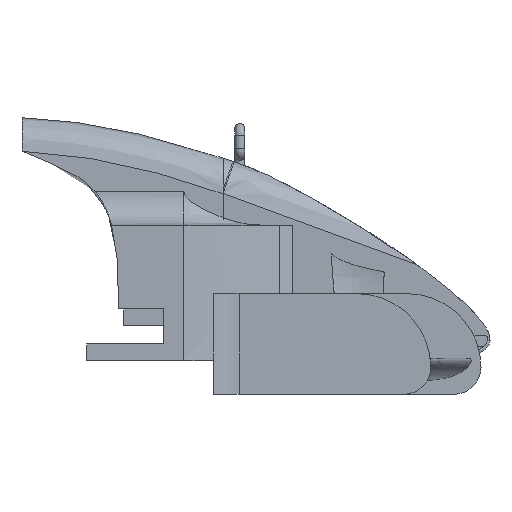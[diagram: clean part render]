
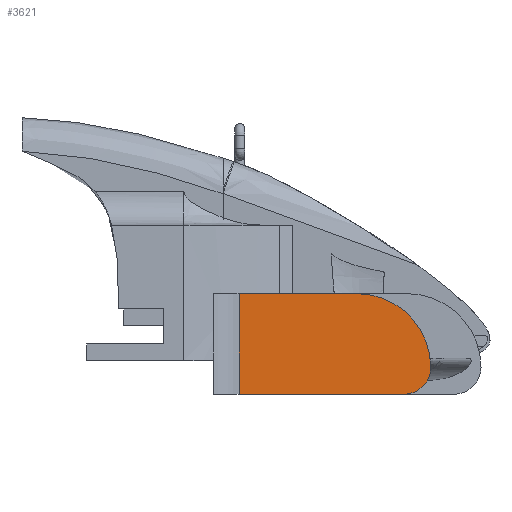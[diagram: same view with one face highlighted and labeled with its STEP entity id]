
A CAD part, left-side view. The second image highlights one B-rep face of the part: STEP entity #3621.
In plain terms, the highlighted planar face has unit normal (-1, 0, 0).
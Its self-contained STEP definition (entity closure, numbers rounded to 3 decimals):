
#252=CIRCLE('',#3902,8.);
#253=CIRCLE('',#3904,22.);
#613=FACE_OUTER_BOUND('',#841,.T.);
#841=EDGE_LOOP('',(#3275,#3276,#3277,#3278,#3279));
#1105=LINE('',#19326,#1373);
#1107=LINE('',#19332,#1375);
#1110=LINE('',#19342,#1378);
#1373=VECTOR('',#4650,10.);
#1375=VECTOR('',#4656,10.);
#1378=VECTOR('',#4667,10.);
#1715=VERTEX_POINT('',#19323);
#1716=VERTEX_POINT('',#19325);
#1718=VERTEX_POINT('',#19331);
#1721=VERTEX_POINT('',#19341);
#1722=VERTEX_POINT('',#19345);
#2232=EDGE_CURVE('',#1715,#1716,#1105,.T.);
#2235=EDGE_CURVE('',#1716,#1718,#1107,.T.);
#2240=EDGE_CURVE('',#1721,#1715,#1110,.T.);
#2243=EDGE_CURVE('',#1722,#1721,#252,.T.);
#2244=EDGE_CURVE('',#1718,#1722,#253,.T.);
#3275=ORIENTED_EDGE('',*,*,#2232,.F.);
#3276=ORIENTED_EDGE('',*,*,#2240,.F.);
#3277=ORIENTED_EDGE('',*,*,#2243,.F.);
#3278=ORIENTED_EDGE('',*,*,#2244,.F.);
#3279=ORIENTED_EDGE('',*,*,#2235,.F.);
#3420=PLANE('',#3905);
#3621=ADVANCED_FACE('',(#613),#3420,.F.);
#3902=AXIS2_PLACEMENT_3D('',#19347,#4672,#4673);
#3904=AXIS2_PLACEMENT_3D('',#19349,#4676,#4677);
#3905=AXIS2_PLACEMENT_3D('',#19350,#4678,#4679);
#4650=DIRECTION('',(0.,0.,1.));
#4656=DIRECTION('',(0.,-1.,0.));
#4667=DIRECTION('',(0.,1.,0.));
#4672=DIRECTION('center_axis',(1.,0.,0.));
#4673=DIRECTION('ref_axis',(0.,-1.,0.));
#4676=DIRECTION('center_axis',(1.,0.,0.));
#4677=DIRECTION('ref_axis',(0.,0.,1.));
#4678=DIRECTION('center_axis',(1.,0.,0.));
#4679=DIRECTION('ref_axis',(0.,1.,0.));
#19323=CARTESIAN_POINT('',(-139.,45.201,-9.993));
#19325=CARTESIAN_POINT('',(-139.,45.201,20.007));
#19326=CARTESIAN_POINT('',(-139.,45.201,-2.493));
#19331=CARTESIAN_POINT('',(-139.,10.025,20.007));
#19332=CARTESIAN_POINT('',(-139.,40.025,20.007));
#19341=CARTESIAN_POINT('',(-139.,-3.975,-9.993));
#19342=CARTESIAN_POINT('',(-139.,40.025,-9.993));
#19345=CARTESIAN_POINT('',(-139.,-11.975,-1.993));
#19347=CARTESIAN_POINT('Origin',(-139.,-3.975,-1.993));
#19349=CARTESIAN_POINT('Origin',(-139.,10.025,-1.993));
#19350=CARTESIAN_POINT('Origin',(-139.,17.952,5.007));
